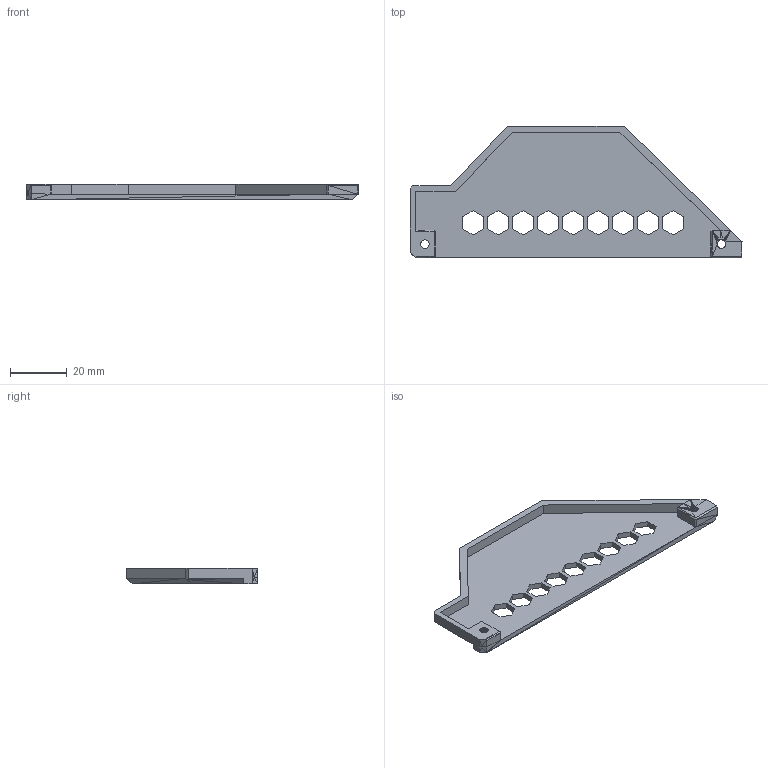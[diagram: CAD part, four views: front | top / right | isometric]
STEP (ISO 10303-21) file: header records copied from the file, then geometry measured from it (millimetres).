
FILE_DESCRIPTION(('FreeCAD Model'),'2;1');
FILE_NAME('Bear_Mk3_Cover.step','2020-06-19T13:15:06',('Author'),( ''),'Open CASCADE STEP processor 7.4','FreeCAD','Unknown');
FILE_SCHEMA(('AUTOMOTIVE_DESIGN { 1 0 10303 214 1 1 1 1 }'));
Length unit declared in the file: millimetre
Products named in the file (1): Bear_MK3_Cover002_(Solid)
Bounding box: 117 x 46.27 x 5.6 mm (x, y, z)
Volume: 8707.2 mm3; surface area: 9543.4 mm2
Topology: 1 solids, 1 shells, 651 faces, 1307 edges, 657 vertices
Faces by surface type: plane 651
Entity records: 32074 total; most frequent: CARTESIAN_POINT 5891, DIRECTION 4564, LINE 3260, VECTOR 3260, ORIENTED_EDGE 2614, PCURVE 2614, DEFINITIONAL_REPRESENTATION 2614, EDGE_CURVE 1307
